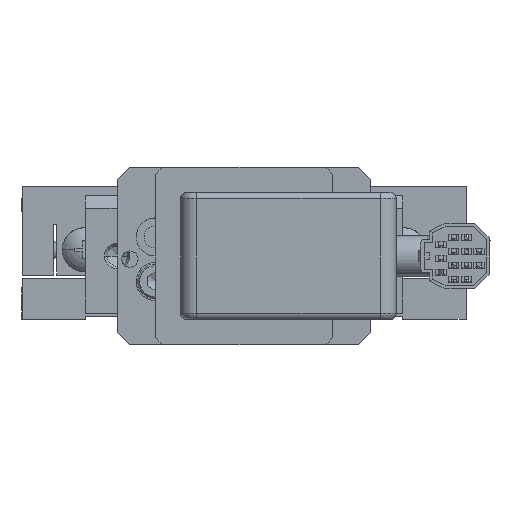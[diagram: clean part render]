
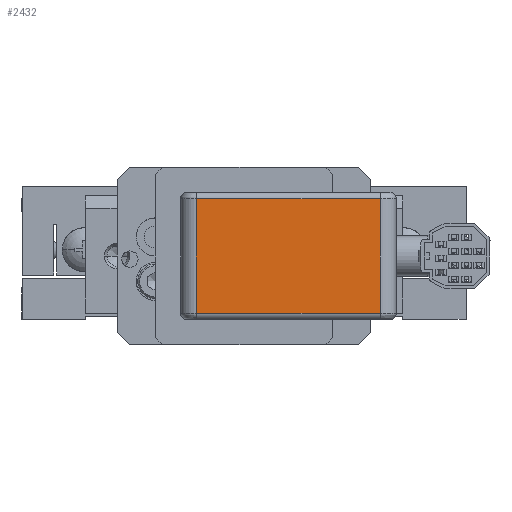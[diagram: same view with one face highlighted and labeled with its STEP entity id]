
A CAD part, left-side view. The second image highlights one B-rep face of the part: STEP entity #2432.
In plain terms, the highlighted planar face has unit normal (-1, 0, 0).
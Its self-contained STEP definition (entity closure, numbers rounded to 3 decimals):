
#2432=ADVANCED_FACE('',(#24610),#24609,.T.);
#24609=PLANE('',#40193);
#24610=FACE_OUTER_BOUND('',#40194,.T.);
#40190=CARTESIAN_POINT('',(-147.,-24.4,-0.8));
#40191=DIRECTION('',(-1.,0.,0.));
#40192=DIRECTION('',(0.,0.,1.));
#40193=AXIS2_PLACEMENT_3D('',#40190,#40191,#40192);
#40194=EDGE_LOOP('',(#51536,#51537,#51538,#51539));
#51536=ORIENTED_EDGE('',*,*,#57241,.T.);
#51537=ORIENTED_EDGE('',*,*,#57236,.T.);
#51538=ORIENTED_EDGE('',*,*,#57242,.T.);
#51539=ORIENTED_EDGE('',*,*,#57225,.T.);
#57225=EDGE_CURVE('',#91942,#91970,#91977,.T.);
#57236=EDGE_CURVE('',#92037,#92009,#92051,.T.);
#57241=EDGE_CURVE('',#91970,#92037,#92083,.T.);
#57242=EDGE_CURVE('',#92009,#91942,#92089,.T.);
#91942=VERTEX_POINT('',#114989);
#91970=VERTEX_POINT('',#115009);
#91977=LINE('',#115014,#115015);
#92009=VERTEX_POINT('',#115034);
#92037=VERTEX_POINT('',#115054);
#92051=LINE('',#115063,#115064);
#92083=LINE('',#115083,#115084);
#92089=LINE('',#115086,#115087);
#114989=CARTESIAN_POINT('',(-147.,-21.5,19.));
#115009=CARTESIAN_POINT('',(-147.,7.5,19.));
#115014=CARTESIAN_POINT('',(-147.,-21.5,19.));
#115015=VECTOR('',#115016,29.);
#115016=DIRECTION('',(0.,1.,0.));
#115034=CARTESIAN_POINT('',(-147.,-21.5,1.));
#115054=CARTESIAN_POINT('',(-147.,7.5,1.));
#115063=CARTESIAN_POINT('',(-147.,7.5,1.));
#115064=VECTOR('',#115065,29.);
#115065=DIRECTION('',(0.,-1.,0.));
#115083=CARTESIAN_POINT('',(-147.,7.5,19.));
#115084=VECTOR('',#115085,18.);
#115085=DIRECTION('',(0.,0.,-1.));
#115086=CARTESIAN_POINT('',(-147.,-21.5,1.));
#115087=VECTOR('',#115088,18.);
#115088=DIRECTION('',(0.,0.,1.));
